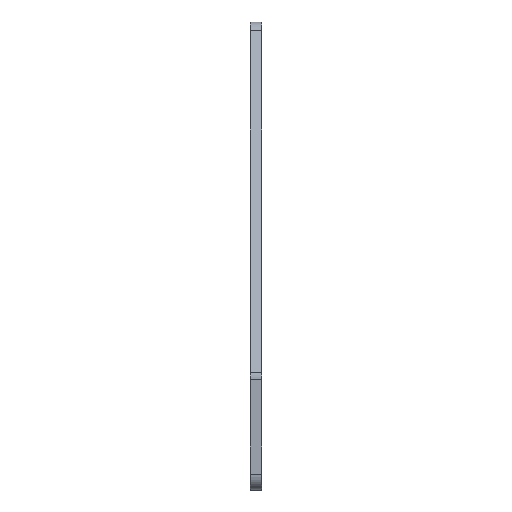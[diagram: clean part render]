
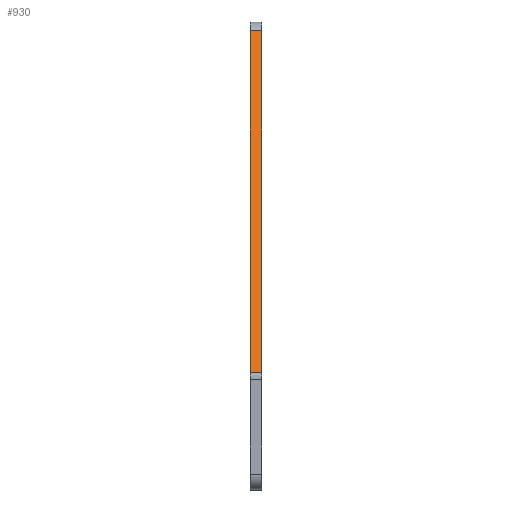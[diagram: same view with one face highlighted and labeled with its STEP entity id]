
A CAD part, left-side view. The second image highlights one B-rep face of the part: STEP entity #930.
In plain terms, the highlighted planar face has unit normal (-0.894, 0, 0.447).
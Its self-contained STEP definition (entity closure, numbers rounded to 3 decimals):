
#28 = ORIENTED_EDGE ( 'NONE', *, *, #655, .T. ) ;
#57 = DIRECTION ( 'NONE',  ( -0.447, 0., -0.894 ) ) ;
#62 = VECTOR ( 'NONE', #209, 1000. ) ;
#150 = EDGE_LOOP ( 'NONE', ( #822, #28, #911, #434 ) ) ;
#156 = LINE ( 'NONE', #376, #290 ) ;
#164 = EDGE_CURVE ( 'NONE', #966, #514, #653, .T. ) ;
#209 = DIRECTION ( 'NONE',  ( -0.447, 0., -0.894 ) ) ;
#240 = CARTESIAN_POINT ( 'NONE',  ( -29.289, 0., 7.804 ) ) ;
#250 = DIRECTION ( 'NONE',  ( -0.894, 0., 0.447 ) ) ;
#276 = VECTOR ( 'NONE', #57, 1000. ) ;
#290 = VECTOR ( 'NONE', #591, 1000. ) ;
#317 = PLANE ( 'NONE',  #454 ) ;
#318 = CARTESIAN_POINT ( 'NONE',  ( -29.289, 1.5, 7.804 ) ) ;
#366 = EDGE_CURVE ( 'NONE', #514, #695, #156, .T. ) ;
#376 = CARTESIAN_POINT ( 'NONE',  ( -29.289, 0., 7.804 ) ) ;
#434 = ORIENTED_EDGE ( 'NONE', *, *, #366, .T. ) ;
#454 = AXIS2_PLACEMENT_3D ( 'NONE', #946, #250, #795 ) ;
#514 = VERTEX_POINT ( 'NONE', #318 ) ;
#529 = DIRECTION ( 'NONE',  ( 0., 1., 0. ) ) ;
#564 = FACE_OUTER_BOUND ( 'NONE', #150, .T. ) ;
#587 = EDGE_CURVE ( 'NONE', #863, #695, #808, .T. ) ;
#591 = DIRECTION ( 'NONE',  ( 0., -1., 0. ) ) ;
#653 = LINE ( 'NONE', #809, #62 ) ;
#655 = EDGE_CURVE ( 'NONE', #863, #966, #682, .T. ) ;
#661 = CARTESIAN_POINT ( 'NONE',  ( -7.191, 0., 52. ) ) ;
#682 = LINE ( 'NONE', #910, #739 ) ;
#695 = VERTEX_POINT ( 'NONE', #240 ) ;
#739 = VECTOR ( 'NONE', #529, 1000. ) ;
#745 = CARTESIAN_POINT ( 'NONE',  ( -7.744, 1.5, 50.894 ) ) ;
#795 = DIRECTION ( 'NONE',  ( -0.447, 0., -0.894 ) ) ;
#808 = LINE ( 'NONE', #661, #276 ) ;
#809 = CARTESIAN_POINT ( 'NONE',  ( -7.191, 1.5, 52. ) ) ;
#822 = ORIENTED_EDGE ( 'NONE', *, *, #587, .F. ) ;
#863 = VERTEX_POINT ( 'NONE', #964 ) ;
#910 = CARTESIAN_POINT ( 'NONE',  ( -7.744, 0., 50.894 ) ) ;
#911 = ORIENTED_EDGE ( 'NONE', *, *, #164, .T. ) ;
#930 = ADVANCED_FACE ( 'NONE', ( #564 ), #317, .T. ) ;
#946 = CARTESIAN_POINT ( 'NONE',  ( -7.191, 0., 52. ) ) ;
#964 = CARTESIAN_POINT ( 'NONE',  ( -7.744, 0., 50.894 ) ) ;
#966 = VERTEX_POINT ( 'NONE', #745 ) ;
